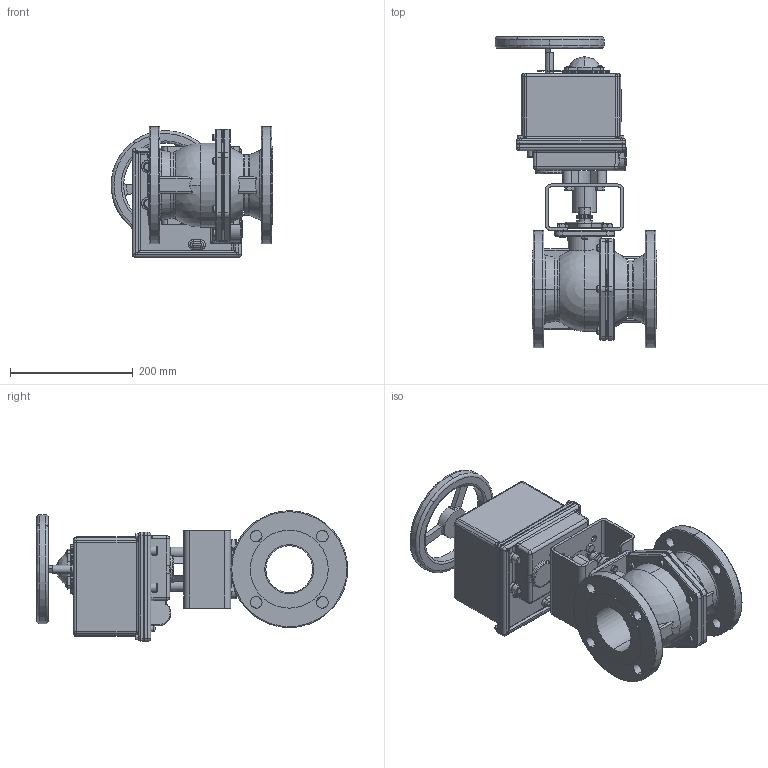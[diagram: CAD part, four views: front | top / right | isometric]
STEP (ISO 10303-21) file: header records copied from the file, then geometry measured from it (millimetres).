
FILE_DESCRIPTION (( 'STEP AP203' ), '1' );
FILE_NAME ('5801F-300_ER-10.STEP', '2017-11-28T15:21:20', ( '' ), ( '' ), 'SwSTEP 2.0', 'SolidWorks 2014', '' );
FILE_SCHEMA (( 'CONFIG_CONTROL_DESIGN' ));
Products named in the file (1): 5801F-300_ER-10
Bounding box: 263.55 x 507.54 x 212.72 mm (x, y, z)
Surface area: 613314 mm2 (no closed solid volume)
Topology: 0 solids, 71 shells, 940 faces, 2813 edges, 1895 vertices
Faces by surface type: cylinder 378, plane 259, bspline 143, cone 86, torus 72, sphere 2
Entity records: 42240 total; most frequent: CARTESIAN_POINT 18187, DIRECTION 4951, ORIENTED_EDGE 4662, EDGE_CURVE 2792, AXIS2_PLACEMENT_3D 1920, VERTEX_POINT 1895, CIRCLE 1122, LINE 1111
